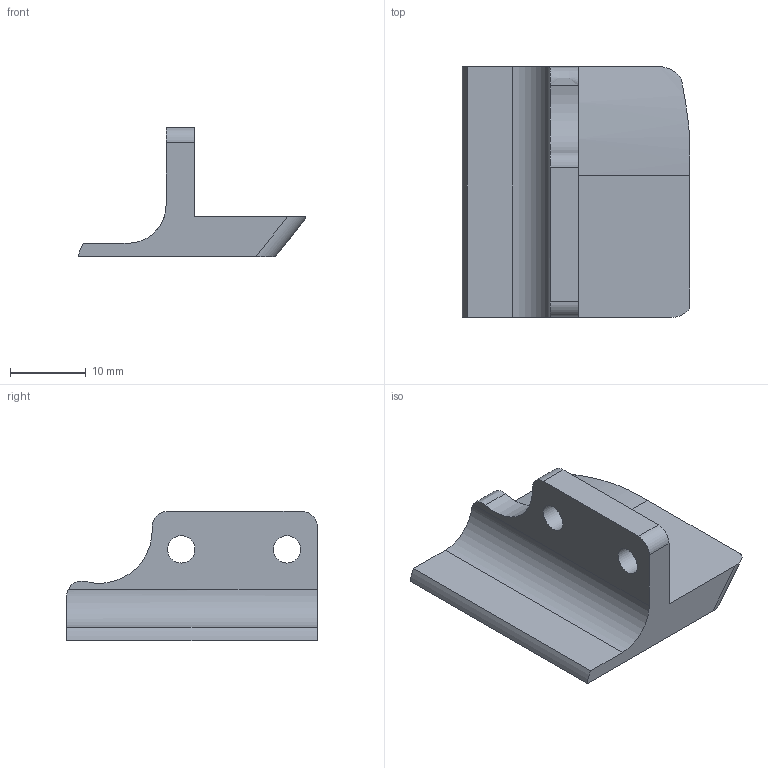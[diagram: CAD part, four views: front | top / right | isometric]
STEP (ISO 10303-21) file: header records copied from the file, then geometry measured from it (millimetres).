
FILE_DESCRIPTION(/* description */ (''),/* implementation_level */ '2;1');
FILE_NAME(/* name */ 'endstop_space.step',/* time_stamp */ '2023-03-16T18:12:20+01:00',/* author */ (''),/* organization */ (''),/* preprocessor_version */ 'ST-DEVELOPER v19.2',/* originating_system */ 'Autodesk Translation Framework v11.17.0.187',/* authorisation */ '');
FILE_SCHEMA (('AUTOMOTIVE_DESIGN { 1 0 10303 214 3 1 1 }'));
Length unit declared in the file: millimetre
Products named in the file (1): CF_mod_v3
Bounding box: 29.95 x 33.01 x 17 mm (x, y, z)
Volume: 4536.5 mm3; surface area: 3016.6 mm2
Topology: 1 solids, 1 shells, 21 faces, 58 edges, 39 vertices
Faces by surface type: cylinder 10, plane 10, bspline 1
Full cylindrical faces by diameter (mm): 3.6 x2
Entity records: 866 total; most frequent: CARTESIAN_POINT 180, ORIENTED_EDGE 116, DIRECTION 115, EDGE_CURVE 58, AXIS2_PLACEMENT_3D 42, VERTEX_POINT 39, LINE 31, VECTOR 31
